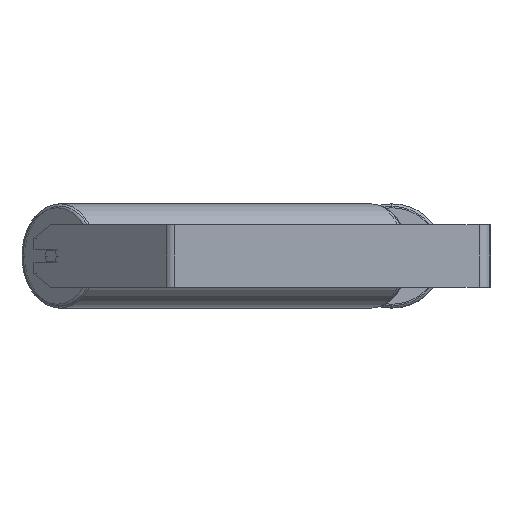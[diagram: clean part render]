
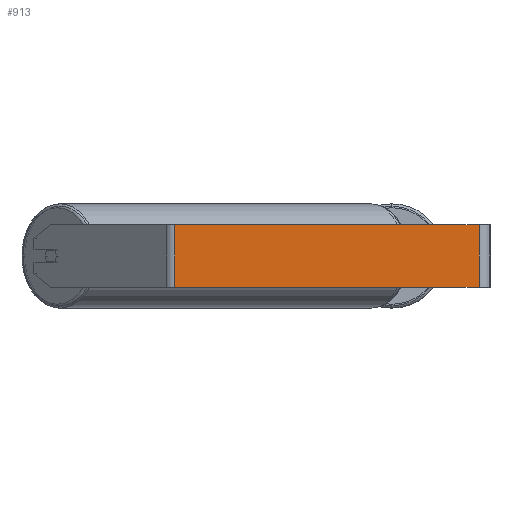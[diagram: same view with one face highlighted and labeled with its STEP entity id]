
A CAD part, left-side view. The second image highlights one B-rep face of the part: STEP entity #913.
In plain terms, the highlighted planar face has unit normal (-1, 0, 0).
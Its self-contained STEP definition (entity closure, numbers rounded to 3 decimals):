
#459 = DIRECTION ( 'NONE',  ( 0., 0., -1. ) ) ;
#648 = EDGE_CURVE ( 'NONE', #7603, #4427, #1216, .T. ) ;
#659 = CARTESIAN_POINT ( 'NONE',  ( -900., 407.942, -40. ) ) ;
#913 = ADVANCED_FACE ( 'NONE', ( #5754 ), #4337, .F. ) ;
#1216 = LINE ( 'NONE', #5371, #8452 ) ;
#1242 = VECTOR ( 'NONE', #8050, 1000. ) ;
#1696 = ORIENTED_EDGE ( 'NONE', *, *, #2585, .T. ) ;
#1776 = DIRECTION ( 'NONE',  ( 1., 0., 0. ) ) ;
#1936 = ORIENTED_EDGE ( 'NONE', *, *, #3128, .T. ) ;
#2156 = VERTEX_POINT ( 'NONE', #8527 ) ;
#2412 = CARTESIAN_POINT ( 'NONE',  ( -900., 14., 40. ) ) ;
#2585 = EDGE_CURVE ( 'NONE', #8604, #2156, #8135, .T. ) ;
#3045 = DIRECTION ( 'NONE',  ( 0., 0., -1. ) ) ;
#3128 = EDGE_CURVE ( 'NONE', #7603, #8604, #5578, .T. ) ;
#3899 = ORIENTED_EDGE ( 'NONE', *, *, #648, .F. ) ;
#4337 = PLANE ( 'NONE',  #6747 ) ;
#4402 = LINE ( 'NONE', #5686, #8187 ) ;
#4427 = VERTEX_POINT ( 'NONE', #2412 ) ;
#5071 = DIRECTION ( 'NONE',  ( 0., 0., -1. ) ) ;
#5279 = DIRECTION ( 'NONE',  ( 0., -1., 0. ) ) ;
#5371 = CARTESIAN_POINT ( 'NONE',  ( -900., 407.942, 40. ) ) ;
#5578 = LINE ( 'NONE', #6253, #8749 ) ;
#5686 = CARTESIAN_POINT ( 'NONE',  ( -900., 14., 40. ) ) ;
#5754 = FACE_OUTER_BOUND ( 'NONE', #8315, .T. ) ;
#6253 = CARTESIAN_POINT ( 'NONE',  ( -900., 402.143, 40. ) ) ;
#6344 = CARTESIAN_POINT ( 'NONE',  ( -900., 407.942, 40. ) ) ;
#6521 = ORIENTED_EDGE ( 'NONE', *, *, #7362, .F. ) ;
#6747 = AXIS2_PLACEMENT_3D ( 'NONE', #6344, #1776, #459 ) ;
#7276 = CARTESIAN_POINT ( 'NONE',  ( -900., 402.143, -40. ) ) ;
#7362 = EDGE_CURVE ( 'NONE', #4427, #2156, #4402, .T. ) ;
#7603 = VERTEX_POINT ( 'NONE', #8469 ) ;
#8050 = DIRECTION ( 'NONE',  ( 0., -1., 0. ) ) ;
#8135 = LINE ( 'NONE', #659, #1242 ) ;
#8187 = VECTOR ( 'NONE', #5071, 1000. ) ;
#8315 = EDGE_LOOP ( 'NONE', ( #1696, #6521, #3899, #1936 ) ) ;
#8452 = VECTOR ( 'NONE', #5279, 1000. ) ;
#8469 = CARTESIAN_POINT ( 'NONE',  ( -900., 402.143, 40. ) ) ;
#8527 = CARTESIAN_POINT ( 'NONE',  ( -900., 14., -40. ) ) ;
#8604 = VERTEX_POINT ( 'NONE', #7276 ) ;
#8749 = VECTOR ( 'NONE', #3045, 1000. ) ;
